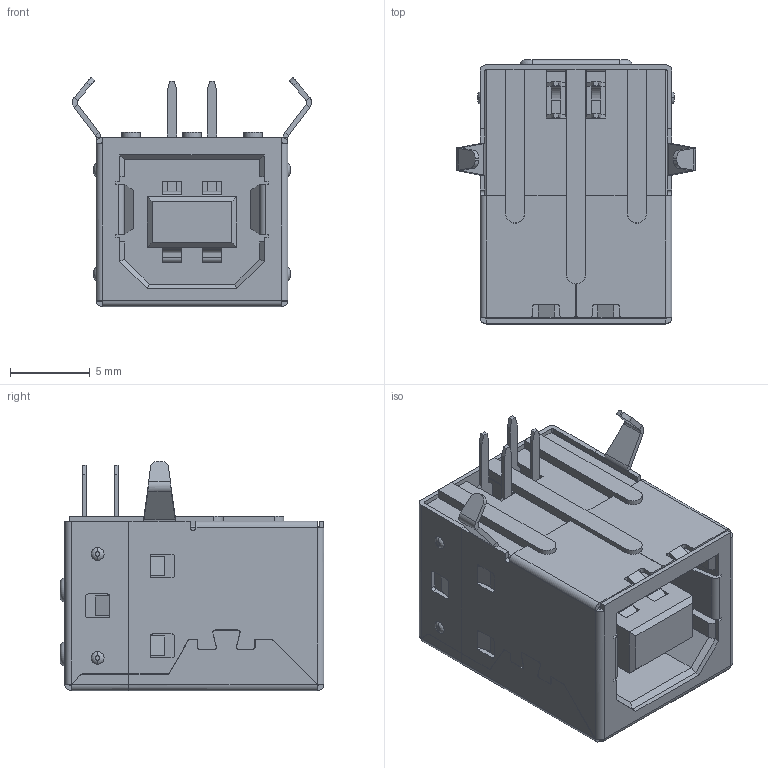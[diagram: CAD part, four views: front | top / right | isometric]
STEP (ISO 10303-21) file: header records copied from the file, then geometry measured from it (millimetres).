
FILE_DESCRIPTION(('STEP AP242'),'1');
FILE_NAME('61400416121.stp','2020-12-23T15:55:47',('TraceParts'),('TraceParts S.A.'),'Spatial InterOp 3D',' ',' ');
FILE_SCHEMA(('AP242_MANAGED_MODEL_BASED_3D_ENGINEERING_MIM_LF {1 0 10303 442 1 1 4}'));
Length unit declared in the file: millimetre
Products named in the file (1): 61400416121_1
Bounding box: 14.95 x 16.5 x 14.35 mm (x, y, z)
Volume: 1262.9 mm3; surface area: 3564.3 mm2
Topology: 7 solids, 7 shells, 748 faces, 2004 edges, 1278 vertices
Faces by surface type: plane 511, cylinder 191, bspline 24, torus 16, sphere 6
Entity records: 23591 total; most frequent: CARTESIAN_POINT 4705, ORIENTED_EDGE 3996, DIRECTION 3844, EDGE_CURVE 1998, LINE 1518, VECTOR 1518, VERTEX_POINT 1278, AXIS2_PLACEMENT_3D 1163
